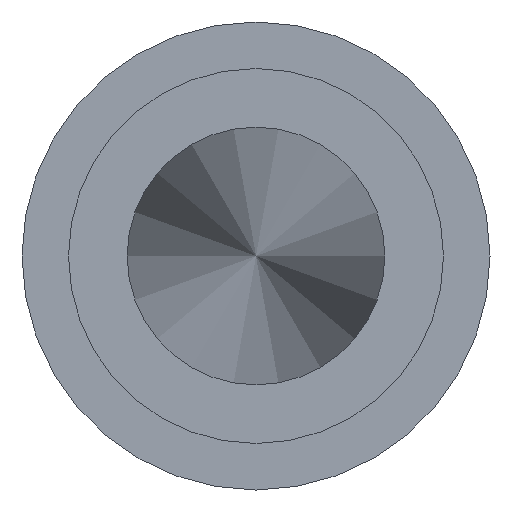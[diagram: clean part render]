
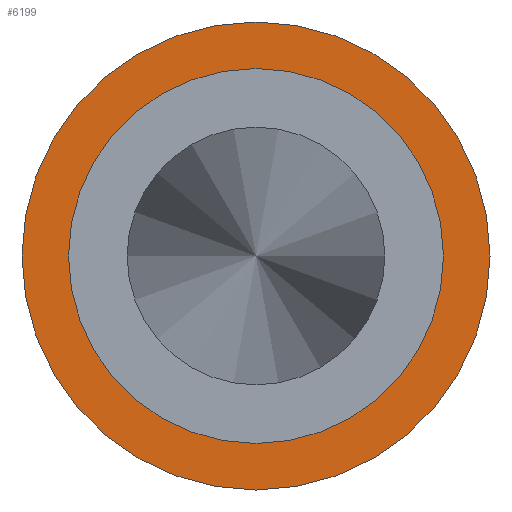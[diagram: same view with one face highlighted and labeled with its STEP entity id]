
A CAD part, front view. The second image highlights one B-rep face of the part: STEP entity #6199.
In plain terms, the highlighted planar face has unit normal (0, -1, 0).
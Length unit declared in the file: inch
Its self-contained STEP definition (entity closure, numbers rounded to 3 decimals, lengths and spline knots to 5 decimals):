
#300=PLANE('',#6588);
#392=CIRCLE('',#6320,1.635);
#393=CIRCLE('',#6321,1.635);
#488=CIRCLE('',#6579,1.31);
#491=CIRCLE('',#6582,1.31);
#530=FACE_BOUND('',#1255,.T.);
#874=FACE_OUTER_BOUND('',#1254,.T.);
#1254=EDGE_LOOP('',(#5834,#5835));
#1255=EDGE_LOOP('',(#5836,#5837));
#2499=VERTEX_POINT('',#8657);
#2500=VERTEX_POINT('',#8658);
#3030=VERTEX_POINT('',#31304);
#3031=VERTEX_POINT('',#31305);
#3164=EDGE_CURVE('',#2499,#2500,#392,.T.);
#3165=EDGE_CURVE('',#2500,#2499,#393,.T.);
#3962=EDGE_CURVE('',#3030,#3031,#488,.T.);
#3966=EDGE_CURVE('',#3031,#3030,#491,.T.);
#5834=ORIENTED_EDGE('',*,*,#3164,.T.);
#5835=ORIENTED_EDGE('',*,*,#3165,.T.);
#5836=ORIENTED_EDGE('',*,*,#3962,.F.);
#5837=ORIENTED_EDGE('',*,*,#3966,.F.);
#6199=ADVANCED_FACE('',(#874,#530),#300,.T.);
#6320=AXIS2_PLACEMENT_3D('',#8659,#6815,#6816);
#6321=AXIS2_PLACEMENT_3D('',#8660,#6817,#6818);
#6579=AXIS2_PLACEMENT_3D('',#31306,#7650,#7651);
#6582=AXIS2_PLACEMENT_3D('',#31312,#7657,#7658);
#6588=AXIS2_PLACEMENT_3D('',#31321,#7670,#7671);
#6815=DIRECTION('center_axis',(0.,-1.,0.));
#6816=DIRECTION('ref_axis',(1.,0.,0.));
#6817=DIRECTION('center_axis',(0.,-1.,0.));
#6818=DIRECTION('ref_axis',(1.,0.,0.));
#7650=DIRECTION('center_axis',(0.,-1.,0.));
#7651=DIRECTION('ref_axis',(1.,0.,0.));
#7657=DIRECTION('center_axis',(0.,-1.,0.));
#7658=DIRECTION('ref_axis',(1.,0.,0.));
#7670=DIRECTION('center_axis',(0.,-1.,0.));
#7671=DIRECTION('ref_axis',(0.,0.,-1.));
#8657=CARTESIAN_POINT('',(1.635,0.,0.));
#8658=CARTESIAN_POINT('',(-1.635,0.,0.));
#8659=CARTESIAN_POINT('Origin',(0.,0.,0.));
#8660=CARTESIAN_POINT('Origin',(0.,0.,0.));
#31304=CARTESIAN_POINT('',(1.31,0.,0.));
#31305=CARTESIAN_POINT('',(-1.31,0.,0.));
#31306=CARTESIAN_POINT('Origin',(0.,0.,0.));
#31312=CARTESIAN_POINT('Origin',(0.,0.,0.));
#31321=CARTESIAN_POINT('Origin',(1.4725,0.,0.));
